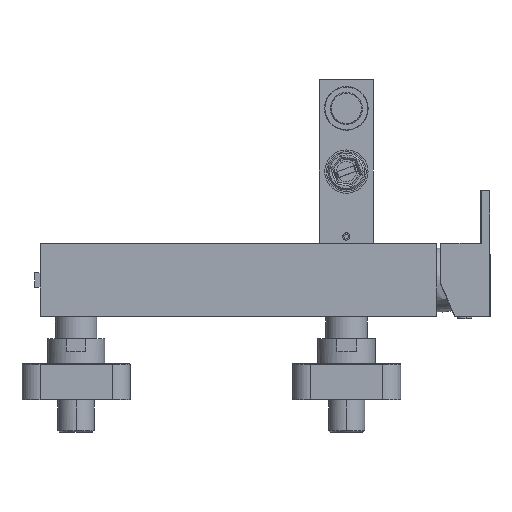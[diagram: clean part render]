
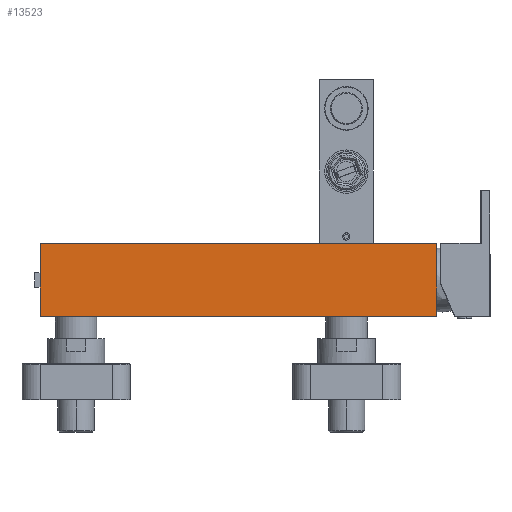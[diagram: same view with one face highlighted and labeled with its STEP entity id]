
A CAD part, front view. The second image highlights one B-rep face of the part: STEP entity #13523.
In plain terms, the highlighted face is planar.
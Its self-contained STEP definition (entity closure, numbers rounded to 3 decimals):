
#89 = VERTEX_POINT ( 'NONE', #16457 ) ;
#166 = LINE ( 'NONE', #338, #5695 ) ;
#338 = CARTESIAN_POINT ( 'NONE',  ( 220., -20., -20. ) ) ;
#461 = AXIS2_PLACEMENT_3D ( 'NONE', #16113, #3641, #2181 ) ;
#786 = ORIENTED_EDGE ( 'NONE', *, *, #14936, .T. ) ;
#848 = ORIENTED_EDGE ( 'NONE', *, *, #8217, .T. ) ;
#1955 = LINE ( 'NONE', #15787, #13581 ) ;
#2124 = DIRECTION ( 'NONE',  ( 1., 0., 0. ) ) ;
#2181 = DIRECTION ( 'NONE',  ( 1., 0., 0. ) ) ;
#3641 = DIRECTION ( 'NONE',  ( 0., 0., 1. ) ) ;
#4287 = CARTESIAN_POINT ( 'NONE',  ( 220., -20., -20. ) ) ;
#4572 = VECTOR ( 'NONE', #10178, 1000. ) ;
#5695 = VECTOR ( 'NONE', #15455, 1000. ) ;
#6093 = VERTEX_POINT ( 'NONE', #10584 ) ;
#7562 = CARTESIAN_POINT ( 'NONE',  ( 0., -20., -20. ) ) ;
#8217 = EDGE_CURVE ( 'NONE', #89, #6093, #1955, .T. ) ;
#8708 = LINE ( 'NONE', #17233, #4572 ) ;
#10178 = DIRECTION ( 'NONE',  ( 0., 1., 0. ) ) ;
#10234 = ORIENTED_EDGE ( 'NONE', *, *, #14396, .F. ) ;
#10297 = EDGE_LOOP ( 'NONE', ( #848, #10234, #786, #13814 ) ) ;
#10540 = DIRECTION ( 'NONE',  ( 0., 1., 0. ) ) ;
#10584 = CARTESIAN_POINT ( 'NONE',  ( 220., 20., -20. ) ) ;
#13378 = CARTESIAN_POINT ( 'NONE',  ( 220., 0., -20. ) ) ;
#13523 = ADVANCED_FACE ( 'NONE', ( #17671 ), #15100, .F. ) ;
#13581 = VECTOR ( 'NONE', #2124, 1000. ) ;
#13814 = ORIENTED_EDGE ( 'NONE', *, *, #15738, .T. ) ;
#14396 = EDGE_CURVE ( 'NONE', #14672, #6093, #15868, .T. ) ;
#14672 = VERTEX_POINT ( 'NONE', #4287 ) ;
#14936 = EDGE_CURVE ( 'NONE', #14672, #15016, #166, .T. ) ;
#15016 = VERTEX_POINT ( 'NONE', #7562 ) ;
#15100 = PLANE ( 'NONE',  #461 ) ;
#15455 = DIRECTION ( 'NONE',  ( -1., 0., 0. ) ) ;
#15738 = EDGE_CURVE ( 'NONE', #15016, #89, #8708, .T. ) ;
#15787 = CARTESIAN_POINT ( 'NONE',  ( 220., 20., -20. ) ) ;
#15868 = LINE ( 'NONE', #13378, #16278 ) ;
#16113 = CARTESIAN_POINT ( 'NONE',  ( 220., -20., -20. ) ) ;
#16278 = VECTOR ( 'NONE', #10540, 1000. ) ;
#16457 = CARTESIAN_POINT ( 'NONE',  ( 0., 20., -20. ) ) ;
#17233 = CARTESIAN_POINT ( 'NONE',  ( 0., 0., -20. ) ) ;
#17671 = FACE_OUTER_BOUND ( 'NONE', #10297, .T. ) ;
